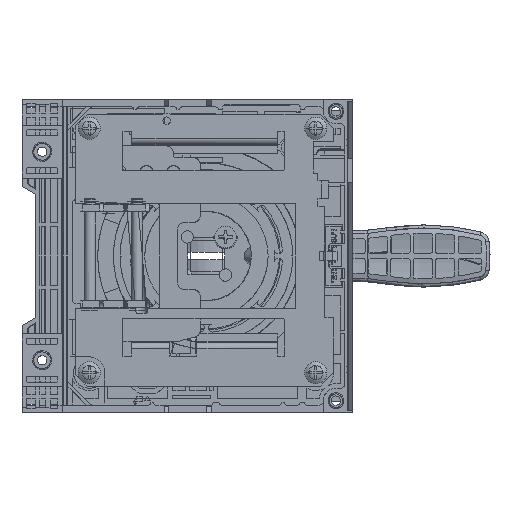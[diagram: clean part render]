
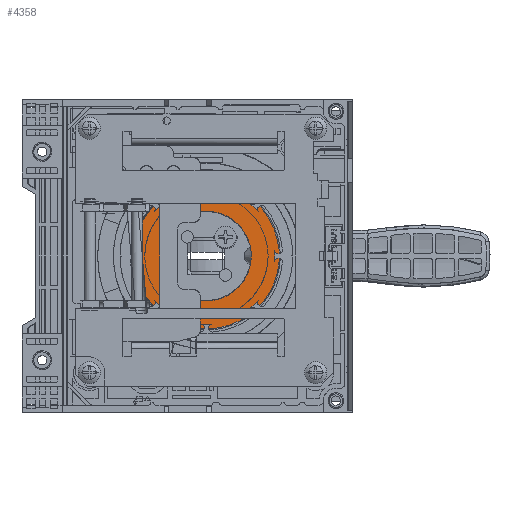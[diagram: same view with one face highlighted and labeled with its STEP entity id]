
A CAD part, front view. The second image highlights one B-rep face of the part: STEP entity #4358.
In plain terms, the highlighted planar face has unit normal (0, 1, 0).
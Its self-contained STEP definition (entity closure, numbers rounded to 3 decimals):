
#531=FACE_BOUND('',#5556,.T.);
#532=FACE_BOUND('',#5557,.T.);
#4358=ADVANCED_FACE('',(#531,#532),#4683,.F.);
#4683=PLANE('',#23868);
#5556=EDGE_LOOP('',(#8101,#8102));
#5557=EDGE_LOOP('',(#8103,#8104));
#8101=ORIENTED_EDGE('',*,*,#16779,.T.);
#8102=ORIENTED_EDGE('',*,*,#16780,.T.);
#8103=ORIENTED_EDGE('',*,*,#16781,.T.);
#8104=ORIENTED_EDGE('',*,*,#16782,.T.);
#12472=VERTEX_POINT('',#41696);
#12473=VERTEX_POINT('',#41697);
#12474=VERTEX_POINT('',#41718);
#12475=VERTEX_POINT('',#41719);
#16779=EDGE_CURVE('',#12472,#12473,#20873,.T.);
#16780=EDGE_CURVE('',#12473,#12472,#20874,.T.);
#16781=EDGE_CURVE('',#12474,#12475,#20875,.T.);
#16782=EDGE_CURVE('',#12475,#12474,#20876,.T.);
#20873=B_SPLINE_CURVE_WITH_KNOTS('',3,(#41686,#41687,#41688,#41689,#41690,
#41691,#41692,#41693,#41694,#41695),.UNSPECIFIED.,.F.,.F.,(4,2,2,2,4),(0.,
0.25,0.5,0.75,1.),.UNSPECIFIED.);
#20874=B_SPLINE_CURVE_WITH_KNOTS('',3,(#41698,#41699,#41700,#41701,#41702,
#41703,#41704,#41705,#41706,#41707),.UNSPECIFIED.,.F.,.F.,(4,2,2,2,4),(0.,
0.25,0.5,0.75,1.),.UNSPECIFIED.);
#20875=B_SPLINE_CURVE_WITH_KNOTS('',3,(#41708,#41709,#41710,#41711,#41712,
#41713,#41714,#41715,#41716,#41717),.UNSPECIFIED.,.F.,.F.,(4,2,2,2,4),(0.,
0.25,0.5,0.75,1.),.UNSPECIFIED.);
#20876=B_SPLINE_CURVE_WITH_KNOTS('',3,(#41720,#41721,#41722,#41723,#41724,
#41725,#41726,#41727,#41728,#41729),.UNSPECIFIED.,.F.,.F.,(4,2,2,2,4),(0.,
0.25,0.5,0.75,1.),.UNSPECIFIED.);
#23868=AXIS2_PLACEMENT_3D('',#41730,#24821,#24822);
#24821=DIRECTION('',(0.,-1.,0.));
#24822=DIRECTION('',(0.,0.,1.));
#41686=CARTESIAN_POINT('',(8.25,143.,-20.));
#41687=CARTESIAN_POINT('',(13.502,143.,-20.));
#41688=CARTESIAN_POINT('',(18.679,143.,-17.855));
#41689=CARTESIAN_POINT('',(26.106,143.,-10.429));
#41690=CARTESIAN_POINT('',(28.25,143.,-5.251));
#41691=CARTESIAN_POINT('',(28.25,143.,5.251));
#41692=CARTESIAN_POINT('',(26.105,143.,10.429));
#41693=CARTESIAN_POINT('',(18.679,143.,17.856));
#41694=CARTESIAN_POINT('',(13.504,143.,20.));
#41695=CARTESIAN_POINT('',(8.25,143.,20.));
#41696=CARTESIAN_POINT('',(8.25,143.,-20.));
#41697=CARTESIAN_POINT('',(8.25,143.,20.));
#41698=CARTESIAN_POINT('',(8.25,143.,20.));
#41699=CARTESIAN_POINT('',(2.998,143.,20.));
#41700=CARTESIAN_POINT('',(-2.179,143.,17.855));
#41701=CARTESIAN_POINT('',(-9.606,143.,10.429));
#41702=CARTESIAN_POINT('',(-11.75,143.,5.251));
#41703=CARTESIAN_POINT('',(-11.75,143.,-5.251));
#41704=CARTESIAN_POINT('',(-9.605,143.,-10.429));
#41705=CARTESIAN_POINT('',(-2.179,143.,-17.856));
#41706=CARTESIAN_POINT('',(2.996,143.,-20.));
#41707=CARTESIAN_POINT('',(8.25,143.,-20.));
#41708=CARTESIAN_POINT('',(8.25,143.,-32.5));
#41709=CARTESIAN_POINT('',(-0.285,143.,-32.5));
#41710=CARTESIAN_POINT('',(-8.696,143.,-29.016));
#41711=CARTESIAN_POINT('',(-20.766,143.,-16.946));
#41712=CARTESIAN_POINT('',(-24.25,143.,-8.535));
#41713=CARTESIAN_POINT('',(-24.25,143.,8.535));
#41714=CARTESIAN_POINT('',(-20.766,143.,16.946));
#41715=CARTESIAN_POINT('',(-8.696,143.,29.016));
#41716=CARTESIAN_POINT('',(-0.287,143.,32.5));
#41717=CARTESIAN_POINT('',(8.25,143.,32.5));
#41718=CARTESIAN_POINT('',(8.25,143.,-32.5));
#41719=CARTESIAN_POINT('',(8.25,143.,32.5));
#41720=CARTESIAN_POINT('',(8.25,143.,32.5));
#41721=CARTESIAN_POINT('',(16.785,143.,32.5));
#41722=CARTESIAN_POINT('',(25.196,143.,29.016));
#41723=CARTESIAN_POINT('',(37.266,143.,16.946));
#41724=CARTESIAN_POINT('',(40.75,143.,8.535));
#41725=CARTESIAN_POINT('',(40.75,143.,-8.535));
#41726=CARTESIAN_POINT('',(37.266,143.,-16.946));
#41727=CARTESIAN_POINT('',(25.196,143.,-29.016));
#41728=CARTESIAN_POINT('',(16.787,143.,-32.5));
#41729=CARTESIAN_POINT('',(8.25,143.,-32.5));
#41730=CARTESIAN_POINT('',(0.,143.,-70.));
